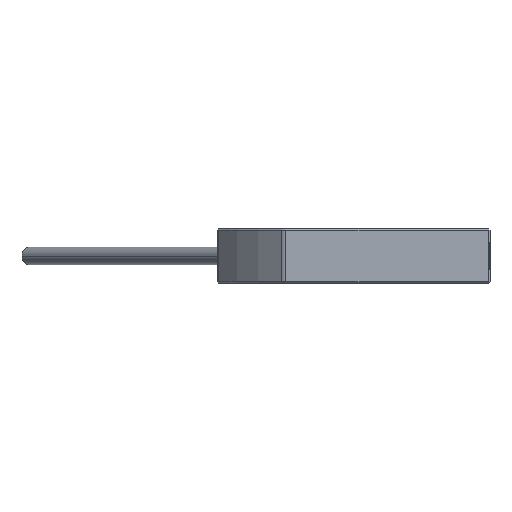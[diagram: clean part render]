
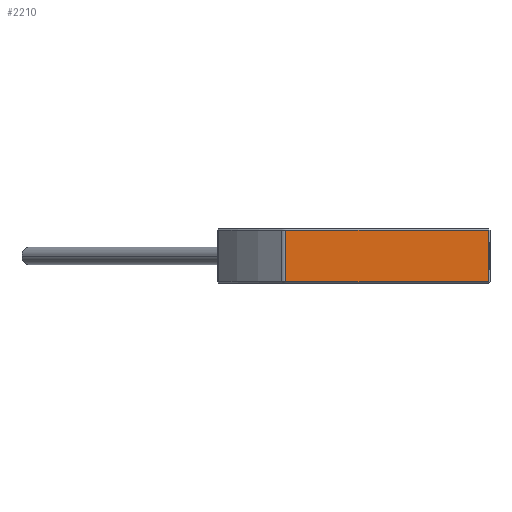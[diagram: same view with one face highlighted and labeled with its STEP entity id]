
A CAD part, left-side view. The second image highlights one B-rep face of the part: STEP entity #2210.
In plain terms, the highlighted planar face has unit normal (-1, 0, 0).
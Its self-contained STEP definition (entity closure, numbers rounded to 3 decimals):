
#117 = EDGE_CURVE ( 'NONE', #2538, #3174, #3130, .T. ) ;
#325 = CARTESIAN_POINT ( 'NONE',  ( -10., 4.989, 1.9 ) ) ;
#356 = CARTESIAN_POINT ( 'NONE',  ( -10., -10., 2. ) ) ;
#411 = LINE ( 'NONE', #3326, #1106 ) ;
#456 = ORIENTED_EDGE ( 'NONE', *, *, #117, .T. ) ;
#466 = ORIENTED_EDGE ( 'NONE', *, *, #3960, .T. ) ;
#1015 = VECTOR ( 'NONE', #4091, 1000. ) ;
#1040 = DIRECTION ( 'NONE',  ( 1., 0., 0. ) ) ;
#1059 = VECTOR ( 'NONE', #4215, 1000. ) ;
#1106 = VECTOR ( 'NONE', #3630, 1000. ) ;
#1183 = CARTESIAN_POINT ( 'NONE',  ( -10., 4.989, -2. ) ) ;
#1308 = CARTESIAN_POINT ( 'NONE',  ( -10., -9.9, -1.9 ) ) ;
#1537 = VERTEX_POINT ( 'NONE', #325 ) ;
#1847 = ORIENTED_EDGE ( 'NONE', *, *, #2827, .T. ) ;
#2210 = ADVANCED_FACE ( 'NONE', ( #3585 ), #3381, .F. ) ;
#2397 = VERTEX_POINT ( 'NONE', #3846 ) ;
#2478 = CARTESIAN_POINT ( 'NONE',  ( -10., -10., 1.9 ) ) ;
#2538 = VERTEX_POINT ( 'NONE', #1308 ) ;
#2827 = EDGE_CURVE ( 'NONE', #3174, #1537, #3187, .T. ) ;
#2958 = ORIENTED_EDGE ( 'NONE', *, *, #4170, .T. ) ;
#2989 = CARTESIAN_POINT ( 'NONE',  ( -10., -9.9, 1.9 ) ) ;
#3126 = LINE ( 'NONE', #1183, #1059 ) ;
#3130 = LINE ( 'NONE', #3357, #1015 ) ;
#3174 = VERTEX_POINT ( 'NONE', #2989 ) ;
#3187 = LINE ( 'NONE', #2478, #3981 ) ;
#3326 = CARTESIAN_POINT ( 'NONE',  ( -10., -10., -1.9 ) ) ;
#3357 = CARTESIAN_POINT ( 'NONE',  ( -10., -9.9, 2. ) ) ;
#3381 = PLANE ( 'NONE',  #3517 ) ;
#3407 = DIRECTION ( 'NONE',  ( 0., 0., -1. ) ) ;
#3517 = AXIS2_PLACEMENT_3D ( 'NONE', #356, #1040, #3407 ) ;
#3585 = FACE_OUTER_BOUND ( 'NONE', #3743, .T. ) ;
#3630 = DIRECTION ( 'NONE',  ( 0., -1., 0. ) ) ;
#3743 = EDGE_LOOP ( 'NONE', ( #466, #2958, #456, #1847 ) ) ;
#3785 = DIRECTION ( 'NONE',  ( 0., 1., 0. ) ) ;
#3846 = CARTESIAN_POINT ( 'NONE',  ( -10., 4.989, -1.9 ) ) ;
#3960 = EDGE_CURVE ( 'NONE', #1537, #2397, #3126, .T. ) ;
#3981 = VECTOR ( 'NONE', #3785, 1000. ) ;
#4091 = DIRECTION ( 'NONE',  ( 0., 0., 1. ) ) ;
#4170 = EDGE_CURVE ( 'NONE', #2397, #2538, #411, .T. ) ;
#4215 = DIRECTION ( 'NONE',  ( 0., 0., -1. ) ) ;
